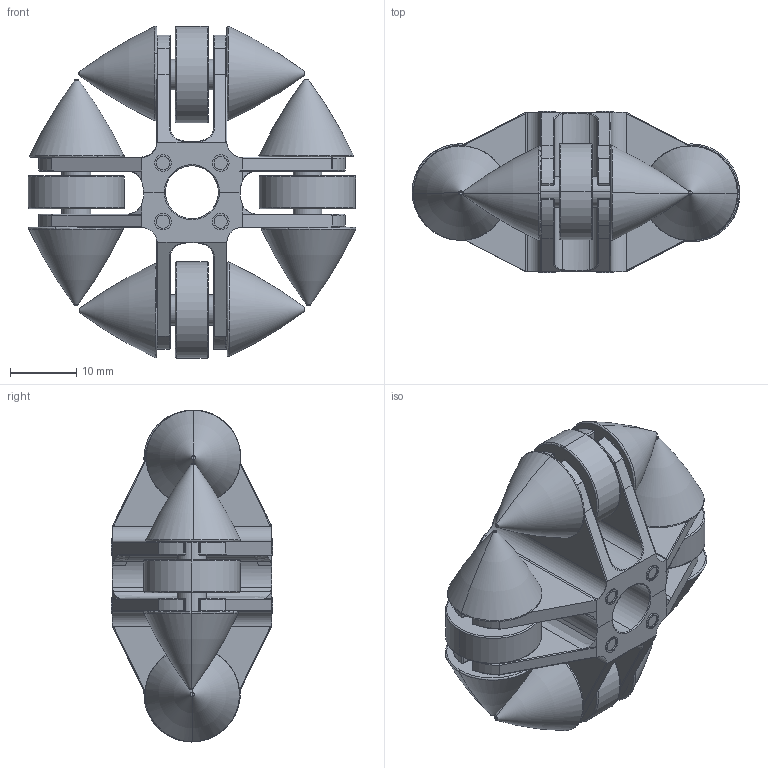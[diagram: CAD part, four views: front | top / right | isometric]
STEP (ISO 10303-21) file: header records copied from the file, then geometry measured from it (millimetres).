
FILE_DESCRIPTION (( 'STEP AP214' ), '1' );
FILE_NAME ('AL-391.0700A.01 Ðîëèê 50õ24.STEP', '2022-05-12T12:58:34', ( '' ), ( '' ), 'SwSTEP 2.0', 'SolidWorks 2021', '' );
FILE_SCHEMA (( 'AUTOMOTIVE_DESIGN' ));
Length unit declared in the file: millimetre
Products named in the file (1): AL-391.0700A.01 Ðîëèê 50õ24
Bounding box: 49.41 x 24.4 x 50.07 mm (x, y, z)
Volume: 16940.9 mm3; surface area: 13482.3 mm2
Topology: 23 solids, 23 shells, 722 faces, 1711 edges, 991 vertices
Faces by surface type: cylinder 241, plane 192, torus 180, bspline 65, sphere 44
Entity records: 32163 total; most frequent: CARTESIAN_POINT 8504, DIRECTION 3464, ORIENTED_EDGE 3312, EDGE_CURVE 1656, AXIS2_PLACEMENT_3D 1450, VERTEX_POINT 991, CIRCLE 792, EDGE_LOOP 747
